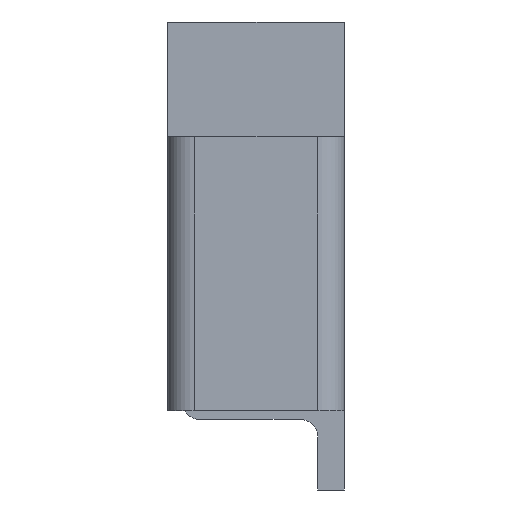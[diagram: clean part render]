
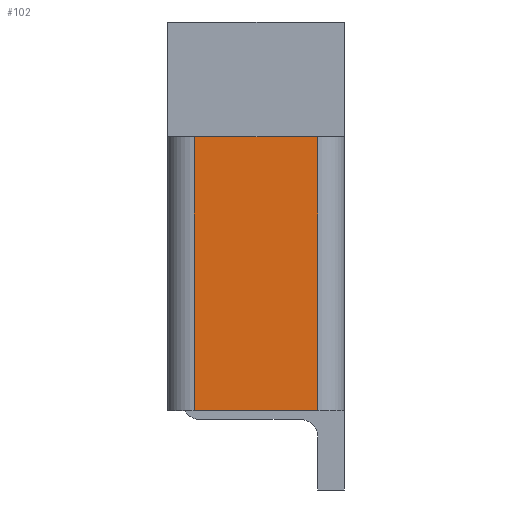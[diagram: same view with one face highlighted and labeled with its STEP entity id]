
A CAD part, left-side view. The second image highlights one B-rep face of the part: STEP entity #102.
In plain terms, the highlighted planar face has unit normal (-1, 0, 0).
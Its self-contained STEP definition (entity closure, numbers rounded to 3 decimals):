
#102=ADVANCED_FACE('',(#1249),#1250,.T.);
#1249=FACE_OUTER_BOUND('',#3449,.T.);
#1250=PLANE('',#3450);
#3449=EDGE_LOOP('',(#6371,#6372,#6373,#6374));
#3450=AXIS2_PLACEMENT_3D('',#6375,#6376,#6377);
#6371=ORIENTED_EDGE('',*,*,#15463,.F.);
#6372=ORIENTED_EDGE('',*,*,#15468,.F.);
#6373=ORIENTED_EDGE('',*,*,#15469,.T.);
#6374=ORIENTED_EDGE('',*,*,#15467,.F.);
#6375=CARTESIAN_POINT('',(-10.8,-1.0,-4.4));
#6376=DIRECTION('',(-1.0,0.0,0.0));
#6377=DIRECTION('',(0.0,0.0,1.0));
#15463=EDGE_CURVE('',#18932,#18934,#18935,.T.);
#15467=EDGE_CURVE('',#18934,#18938,#18941,.T.);
#15468=EDGE_CURVE('',#18942,#18932,#18943,.T.);
#15469=EDGE_CURVE('',#18942,#18938,#18944,.T.);
#18932=VERTEX_POINT('',#24513);
#18934=VERTEX_POINT('',#24515);
#18935=LINE('',#24516,#24517);
#18938=VERTEX_POINT('',#24520);
#18941=LINE('',#24524,#24525);
#18942=VERTEX_POINT('',#24526);
#18943=LINE('',#24527,#24528);
#18944=LINE('',#24529,#24530);
#24513=CARTESIAN_POINT('',(-10.8,-0.7,-4.4));
#24515=CARTESIAN_POINT('',(-10.8,0.7,-4.4));
#24516=CARTESIAN_POINT('',(-10.8,-0.7,-4.4));
#24517=VECTOR('',#31451,1.4);
#24520=CARTESIAN_POINT('',(-10.8,0.7,-1.3));
#24524=CARTESIAN_POINT('',(-10.8,0.7,-4.4));
#24525=VECTOR('',#31459,3.1);
#24526=CARTESIAN_POINT('',(-10.8,-0.7,-1.3));
#24527=CARTESIAN_POINT('',(-10.8,-0.7,-1.3));
#24528=VECTOR('',#31460,3.1);
#24529=CARTESIAN_POINT('',(-10.8,-0.7,-1.3));
#24530=VECTOR('',#31461,1.4);
#31451=DIRECTION('',(0.0,1.0,0.0));
#31459=DIRECTION('',(0.0,0.0,1.0));
#31460=DIRECTION('',(0.0,0.0,-1.0));
#31461=DIRECTION('',(0.0,1.0,0.0));
